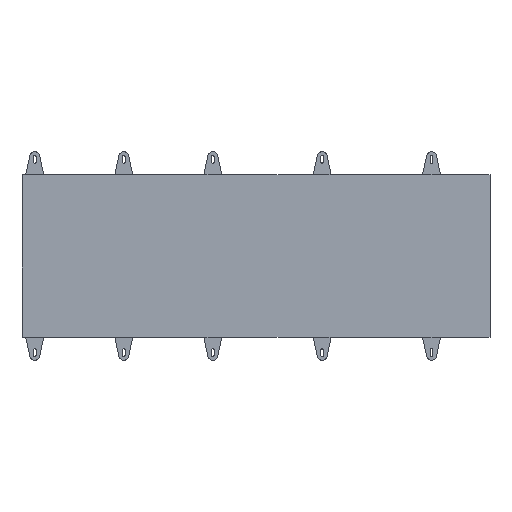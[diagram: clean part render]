
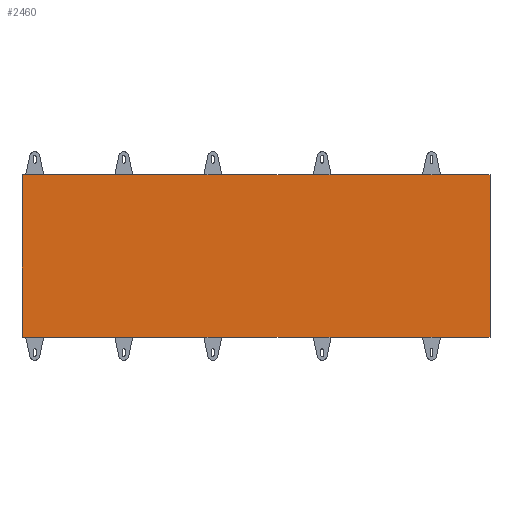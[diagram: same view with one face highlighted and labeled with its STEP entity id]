
A CAD part, top view. The second image highlights one B-rep face of the part: STEP entity #2460.
In plain terms, the highlighted planar face has unit normal (0, 0, 1).
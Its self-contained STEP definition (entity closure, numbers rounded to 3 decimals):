
#720=CARTESIAN_POINT('',(710.,40.,-480.));
#730=VERTEX_POINT('',#720);
#760=CARTESIAN_POINT('',(710.,40.,-480.));
#770=DIRECTION('',(0.,1.,0.));
#780=VECTOR('',#770,1.);
#790=LINE('',#760,#780);
#800=CARTESIAN_POINT('',(710.,360.,-480.));
#810=VERTEX_POINT('',#800);
#820=EDGE_CURVE('',#730,#810,#790,.T.);
#1900=CARTESIAN_POINT('',(-210.,40.,-480.));
#1910=DIRECTION('',(0.,1.,0.));
#1920=VECTOR('',#1910,1.);
#1930=LINE('',#1900,#1920);
#1940=CARTESIAN_POINT('',(-210.,40.,-480.));
#1950=VERTEX_POINT('',#1940);
#1960=CARTESIAN_POINT('',(-210.,360.,-480.));
#1970=VERTEX_POINT('',#1960);
#1980=EDGE_CURVE('',#1950,#1970,#1930,.T.);
#2250=CARTESIAN_POINT('',(710.,40.,-480.));
#2260=DIRECTION('',(0.,-0.,-1.));
#2270=DIRECTION('',(0.,-1.,0.));
#2280=AXIS2_PLACEMENT_3D('',#2250,#2260,#2270);
#2290=PLANE('',#2280);
#2300=ORIENTED_EDGE('',*,*,#820,.T.);
#2310=CARTESIAN_POINT('',(710.,40.,-480.));
#2320=DIRECTION('',(-1.,0.,0.));
#2330=VECTOR('',#2320,1.);
#2340=LINE('',#2310,#2330);
#2350=EDGE_CURVE('',#730,#1950,#2340,.T.);
#2360=ORIENTED_EDGE('',*,*,#2350,.F.);
#2370=ORIENTED_EDGE('',*,*,#1980,.F.);
#2380=CARTESIAN_POINT('',(710.,360.,-480.));
#2390=DIRECTION('',(-1.,0.,0.));
#2400=VECTOR('',#2390,1.);
#2410=LINE('',#2380,#2400);
#2420=EDGE_CURVE('',#810,#1970,#2410,.T.);
#2430=ORIENTED_EDGE('',*,*,#2420,.T.);
#2440=EDGE_LOOP('',(#2430,#2370,#2360,#2300));
#2450=FACE_OUTER_BOUND('',#2440,.T.);
#2460=ADVANCED_FACE('',(#2450),#2290,.F.);
